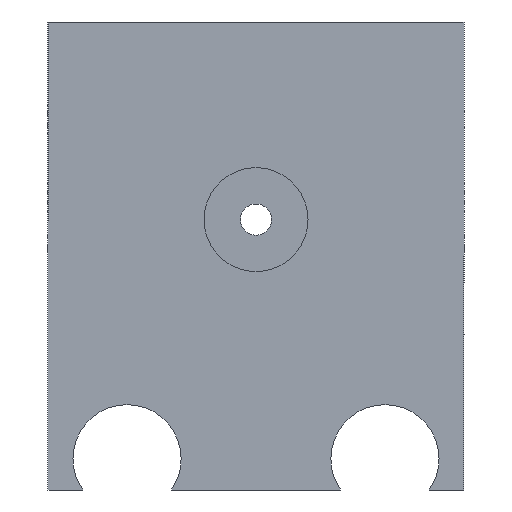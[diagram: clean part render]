
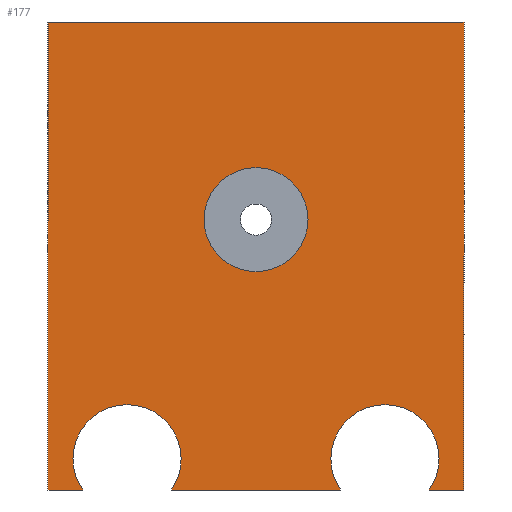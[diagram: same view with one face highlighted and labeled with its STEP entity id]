
A CAD part, left-side view. The second image highlights one B-rep face of the part: STEP entity #177.
In plain terms, the highlighted planar face has unit normal (-1, 0, 0).
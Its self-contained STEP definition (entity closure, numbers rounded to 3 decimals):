
#2 = CARTESIAN_POINT ( 'NONE',  ( -17.778, 20.915, 0. ) ) ;
#5 = DIRECTION ( 'NONE',  ( 1., 0., 0. ) ) ;
#13 = CARTESIAN_POINT ( 'NONE',  ( -17.778, 5.915, 26. ) ) ;
#14 = FACE_BOUND ( 'NONE', #319, .T. ) ;
#17 = CARTESIAN_POINT ( 'NONE',  ( -17.778, -4.085, 26. ) ) ;
#32 = DIRECTION ( 'NONE',  ( 0., 0., -1. ) ) ;
#38 = CARTESIAN_POINT ( 'NONE',  ( -17.778, 0.915, 26. ) ) ;
#50 = EDGE_CURVE ( 'NONE', #594, #609, #838, .T. ) ;
#70 = VERTEX_POINT ( 'NONE', #663 ) ;
#81 = CARTESIAN_POINT ( 'NONE',  ( -17.778, -19.085, 0. ) ) ;
#87 = FACE_OUTER_BOUND ( 'NONE', #330, .T. ) ;
#96 = DIRECTION ( 'NONE',  ( 1., 0., 0. ) ) ;
#108 = EDGE_CURVE ( 'NONE', #569, #1117, #1091, .T. ) ;
#109 = CARTESIAN_POINT ( 'NONE',  ( -17.778, 13.315, 3. ) ) ;
#111 = CARTESIAN_POINT ( 'NONE',  ( -17.778, 20.915, 15. ) ) ;
#113 = DIRECTION ( 'NONE',  ( 1., 0., 0. ) ) ;
#115 = AXIS2_PLACEMENT_3D ( 'NONE', #518, #153, #416 ) ;
#125 = VERTEX_POINT ( 'NONE', #670 ) ;
#132 = DIRECTION ( 'NONE',  ( 0., 1., 0. ) ) ;
#150 = CARTESIAN_POINT ( 'NONE',  ( -17.778, 20.915, 0. ) ) ;
#151 = ORIENTED_EDGE ( 'NONE', *, *, #108, .T. ) ;
#153 = DIRECTION ( 'NONE',  ( 1., 0., 0. ) ) ;
#173 = DIRECTION ( 'NONE',  ( 1., 0., 0. ) ) ;
#177 = ADVANCED_FACE ( 'NONE', ( #14, #87 ), #441, .F. ) ;
#186 = VECTOR ( 'NONE', #364, 1000. ) ;
#188 = CIRCLE ( 'NONE', #557, 5.2 ) ;
#198 = ORIENTED_EDGE ( 'NONE', *, *, #730, .T. ) ;
#213 = VERTEX_POINT ( 'NONE', #638 ) ;
#215 = CARTESIAN_POINT ( 'NONE',  ( -17.778, -7.238, 0. ) ) ;
#218 = DIRECTION ( 'NONE',  ( 0., 0., -1. ) ) ;
#221 = ORIENTED_EDGE ( 'NONE', *, *, #770, .T. ) ;
#225 = CIRCLE ( 'NONE', #316, 5. ) ;
#226 = DIRECTION ( 'NONE',  ( 1., 0., 0. ) ) ;
#231 = DIRECTION ( 'NONE',  ( 0., 0., -1. ) ) ;
#239 = CARTESIAN_POINT ( 'NONE',  ( -17.778, -15.732, 0. ) ) ;
#254 = VERTEX_POINT ( 'NONE', #17 ) ;
#271 = DIRECTION ( 'NONE',  ( 0., 0., -1. ) ) ;
#273 = EDGE_CURVE ( 'NONE', #947, #609, #548, .T. ) ;
#289 = CARTESIAN_POINT ( 'NONE',  ( -17.778, 20.915, 0. ) ) ;
#303 = DIRECTION ( 'NONE',  ( 0., -1., 0. ) ) ;
#316 = AXIS2_PLACEMENT_3D ( 'NONE', #451, #96, #958 ) ;
#319 = EDGE_LOOP ( 'NONE', ( #1013, #198 ) ) ;
#320 = CARTESIAN_POINT ( 'NONE',  ( -17.778, -16.685, 3. ) ) ;
#330 = EDGE_LOOP ( 'NONE', ( #151, #423, #445, #519, #769, #896, #529, #342, #473, #792, #677, #221 ) ) ;
#342 = ORIENTED_EDGE ( 'NONE', *, *, #625, .T. ) ;
#346 = DIRECTION ( 'NONE',  ( 0., 0., -1. ) ) ;
#364 = DIRECTION ( 'NONE',  ( 0., -1., 0. ) ) ;
#401 = CARTESIAN_POINT ( 'NONE',  ( -17.778, 9.068, 0. ) ) ;
#409 = CARTESIAN_POINT ( 'NONE',  ( -17.778, -19.085, 15. ) ) ;
#416 = DIRECTION ( 'NONE',  ( 0., 0., -1. ) ) ;
#423 = ORIENTED_EDGE ( 'NONE', *, *, #603, .T. ) ;
#428 = VERTEX_POINT ( 'NONE', #586 ) ;
#434 = EDGE_CURVE ( 'NONE', #254, #783, #1016, .T. ) ;
#441 = PLANE ( 'NONE',  #1119 ) ;
#445 = ORIENTED_EDGE ( 'NONE', *, *, #672, .T. ) ;
#446 = EDGE_CURVE ( 'NONE', #1021, #947, #991, .T. ) ;
#451 = CARTESIAN_POINT ( 'NONE',  ( -17.778, 0.915, 26. ) ) ;
#473 = ORIENTED_EDGE ( 'NONE', *, *, #682, .T. ) ;
#474 = LINE ( 'NONE', #914, #632 ) ;
#483 = CARTESIAN_POINT ( 'NONE',  ( -17.778, 13.315, 3. ) ) ;
#498 = VERTEX_POINT ( 'NONE', #581 ) ;
#518 = CARTESIAN_POINT ( 'NONE',  ( -17.778, -11.485, 3. ) ) ;
#519 = ORIENTED_EDGE ( 'NONE', *, *, #446, .T. ) ;
#528 = DIRECTION ( 'NONE',  ( 0., 0., -1. ) ) ;
#529 = ORIENTED_EDGE ( 'NONE', *, *, #846, .T. ) ;
#548 = LINE ( 'NONE', #289, #186 ) ;
#557 = AXIS2_PLACEMENT_3D ( 'NONE', #763, #1108, #271 ) ;
#568 = VERTEX_POINT ( 'NONE', #1007 ) ;
#569 = VERTEX_POINT ( 'NONE', #401 ) ;
#581 = CARTESIAN_POINT ( 'NONE',  ( -17.778, 20.915, 45. ) ) ;
#586 = CARTESIAN_POINT ( 'NONE',  ( -17.778, 17.562, 0. ) ) ;
#593 = CARTESIAN_POINT ( 'NONE',  ( -17.778, -19.085, 45. ) ) ;
#594 = VERTEX_POINT ( 'NONE', #593 ) ;
#599 = VECTOR ( 'NONE', #1055, 1000. ) ;
#603 = EDGE_CURVE ( 'NONE', #1117, #70, #897, .T. ) ;
#609 = VERTEX_POINT ( 'NONE', #81 ) ;
#621 = LINE ( 'NONE', #2, #599 ) ;
#625 = EDGE_CURVE ( 'NONE', #498, #125, #777, .T. ) ;
#632 = VECTOR ( 'NONE', #132, 1000. ) ;
#633 = AXIS2_PLACEMENT_3D ( 'NONE', #483, #766, #231 ) ;
#638 = CARTESIAN_POINT ( 'NONE',  ( -17.778, 8.115, 3. ) ) ;
#663 = CARTESIAN_POINT ( 'NONE',  ( -17.778, -6.285, 3. ) ) ;
#670 = CARTESIAN_POINT ( 'NONE',  ( -17.778, 20.915, 0. ) ) ;
#672 = EDGE_CURVE ( 'NONE', #70, #1021, #188, .T. ) ;
#677 = ORIENTED_EDGE ( 'NONE', *, *, #868, .T. ) ;
#679 = VECTOR ( 'NONE', #303, 1000. ) ;
#682 = EDGE_CURVE ( 'NONE', #125, #428, #621, .T. ) ;
#730 = EDGE_CURVE ( 'NONE', #783, #254, #225, .T. ) ;
#738 = AXIS2_PLACEMENT_3D ( 'NONE', #953, #173, #528 ) ;
#749 = DIRECTION ( 'NONE',  ( 0., 1., 0. ) ) ;
#758 = AXIS2_PLACEMENT_3D ( 'NONE', #38, #226, #749 ) ;
#763 = CARTESIAN_POINT ( 'NONE',  ( -17.778, -11.485, 3. ) ) ;
#766 = DIRECTION ( 'NONE',  ( 1., 0., 0. ) ) ;
#769 = ORIENTED_EDGE ( 'NONE', *, *, #273, .T. ) ;
#770 = EDGE_CURVE ( 'NONE', #213, #569, #844, .T. ) ;
#777 = LINE ( 'NONE', #1029, #973 ) ;
#783 = VERTEX_POINT ( 'NONE', #13 ) ;
#792 = ORIENTED_EDGE ( 'NONE', *, *, #1022, .T. ) ;
#793 = AXIS2_PLACEMENT_3D ( 'NONE', #915, #1079, #32 ) ;
#838 = LINE ( 'NONE', #409, #950 ) ;
#844 = CIRCLE ( 'NONE', #738, 5.2 ) ;
#846 = EDGE_CURVE ( 'NONE', #594, #498, #474, .T. ) ;
#861 = AXIS2_PLACEMENT_3D ( 'NONE', #109, #113, #894 ) ;
#868 = EDGE_CURVE ( 'NONE', #568, #213, #1063, .T. ) ;
#894 = DIRECTION ( 'NONE',  ( 0., 0., -1. ) ) ;
#896 = ORIENTED_EDGE ( 'NONE', *, *, #50, .F. ) ;
#897 = CIRCLE ( 'NONE', #115, 5.2 ) ;
#914 = CARTESIAN_POINT ( 'NONE',  ( -17.778, 20.915, 45. ) ) ;
#915 = CARTESIAN_POINT ( 'NONE',  ( -17.778, -11.485, 3. ) ) ;
#947 = VERTEX_POINT ( 'NONE', #239 ) ;
#950 = VECTOR ( 'NONE', #218, 1000. ) ;
#953 = CARTESIAN_POINT ( 'NONE',  ( -17.778, 13.315, 3. ) ) ;
#958 = DIRECTION ( 'NONE',  ( 0., 1., 0. ) ) ;
#973 = VECTOR ( 'NONE', #1112, 1000. ) ;
#991 = CIRCLE ( 'NONE', #793, 5.2 ) ;
#1007 = CARTESIAN_POINT ( 'NONE',  ( -17.778, 18.515, 3. ) ) ;
#1013 = ORIENTED_EDGE ( 'NONE', *, *, #434, .T. ) ;
#1016 = CIRCLE ( 'NONE', #758, 5. ) ;
#1021 = VERTEX_POINT ( 'NONE', #320 ) ;
#1022 = EDGE_CURVE ( 'NONE', #428, #568, #1064, .T. ) ;
#1029 = CARTESIAN_POINT ( 'NONE',  ( -17.778, 20.915, 15. ) ) ;
#1055 = DIRECTION ( 'NONE',  ( 0., -1., 0. ) ) ;
#1063 = CIRCLE ( 'NONE', #861, 5.2 ) ;
#1064 = CIRCLE ( 'NONE', #633, 5.2 ) ;
#1079 = DIRECTION ( 'NONE',  ( 1., 0., 0. ) ) ;
#1091 = LINE ( 'NONE', #150, #679 ) ;
#1108 = DIRECTION ( 'NONE',  ( 1., 0., 0. ) ) ;
#1112 = DIRECTION ( 'NONE',  ( 0., 0., -1. ) ) ;
#1117 = VERTEX_POINT ( 'NONE', #215 ) ;
#1119 = AXIS2_PLACEMENT_3D ( 'NONE', #111, #5, #346 ) ;
